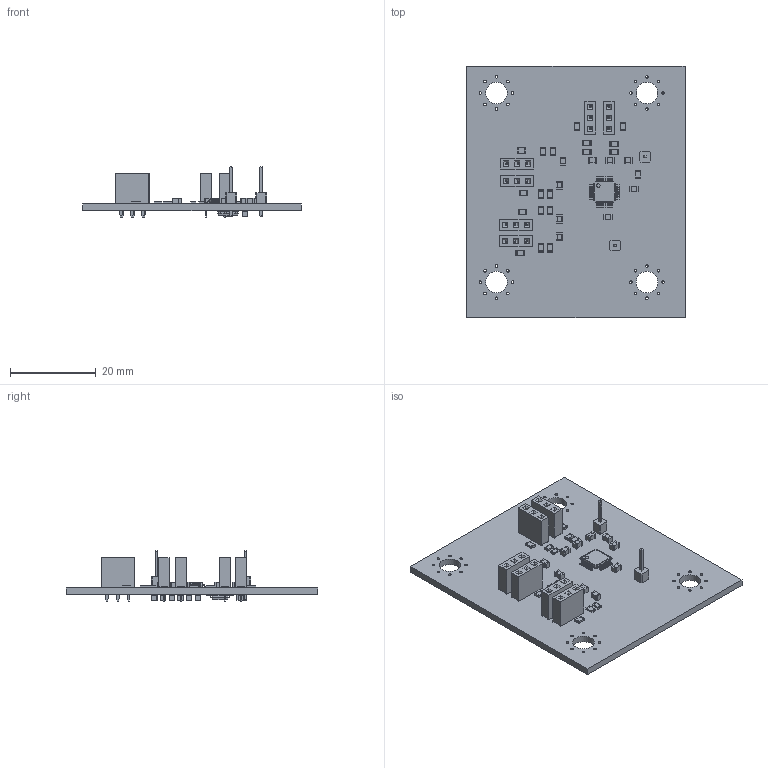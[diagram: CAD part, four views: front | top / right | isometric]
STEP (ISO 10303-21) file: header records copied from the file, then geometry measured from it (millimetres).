
FILE_DESCRIPTION(('KiCad electronic assembly'),'2;1');
FILE_NAME('strain gauge messurment.step','2022-05-31T23:07:09',( 'An Author'),('A Company'),'Open CASCADE STEP processor 7.5', 'KiCad to STEP converter','Unknown');
FILE_SCHEMA(('AUTOMOTIVE_DESIGN { 1 0 10303 214 1 1 1 1 }'));
Length unit declared in the file: millimetre
Products named in the file (14): Open CASCADE STEP translator 7.5 1; PinSocket_1x03_P2.54mm_Vertical; SOLID; PinHeader_1x01_P2.54mm_Vertical; HTSOP-8-1EP_3.9x4.9mm_P1.27mm_EP2.4x3.2mm; R_0805_2012Metric; ADS131M06IPBSR; COMPOUND; C_0805_2012Metric
Assembly tree (52 placements, depth 3):
  Open CASCADE STEP translator 7.5 1
    PinSocket_1x03_P2.54mm_Vertical  x6
      SOLID
    PinHeader_1x01_P2.54mm_Vertical  x2
      SOLID
    HTSOP-8-1EP_3.9x4.9mm_P1.27mm_EP2.4x3.2mm
      SOLID
    R_0805_2012Metric  x18
      SOLID
    ADS131M06IPBSR
      COMPOUND
    C_0805_2012Metric  x17
      SOLID
    COMPOUND
Bounding box: 50.8 x 58.42 x 11.64 mm (x, y, z)
Volume: 5498.1 mm3; surface area: 8484.2 mm2
Topology: 78 solids, 78 shells, 2375 faces, 6108 edges, 3984 vertices
Faces by surface type: plane 1720, cylinder 607, bspline 32, sphere 16
Full cylindrical faces by diameter (mm): 0.2 x1, 0.6 x32, 1 x20, 5 x4
Entity records: 65563 total; most frequent: CARTESIAN_POINT 13599, DIRECTION 9198, LINE 6036, VECTOR 6036, ORIENTED_EDGE 4832, PCURVE 4832, DEFINITIONAL_REPRESENTATION 4832, EDGE_CURVE 2416
